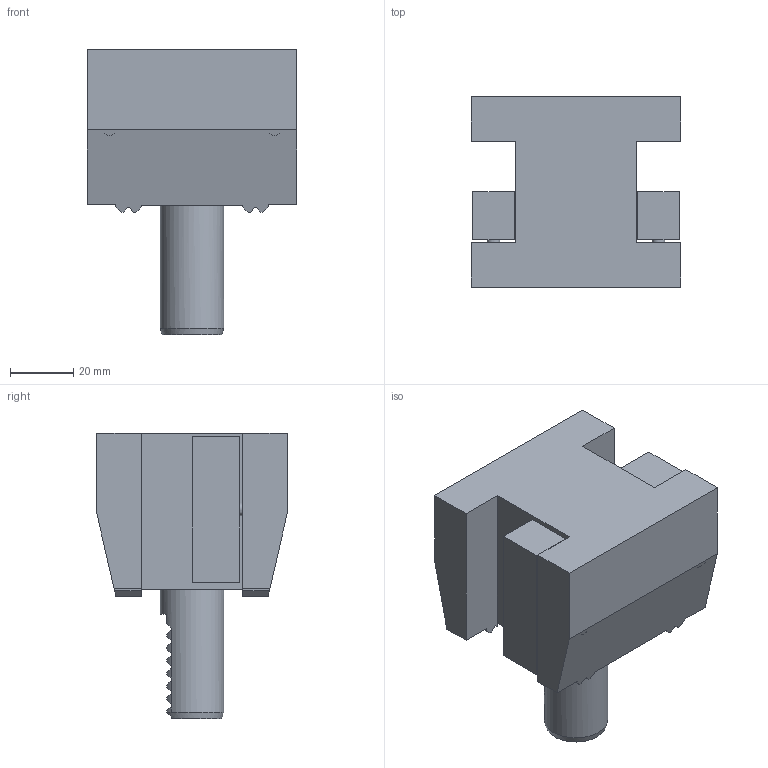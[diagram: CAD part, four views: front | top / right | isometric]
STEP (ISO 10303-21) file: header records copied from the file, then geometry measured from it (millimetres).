
FILE_DESCRIPTION(/* description */ (''),/* implementation_level */ '2;1');
FILE_NAME(/* name */ '10001000141nxv000_00_214.stp',/* time_stamp */ '2022-02-08T09:25:20+01:00',/* author */ (''),/* organization */ (''),/* preprocessor_version */ 'ST-DEVELOPER v16.7',/* originating_system */ 'SIEMENS PLM Software NX 12.0',/* authorisation */ '');
FILE_SCHEMA (('AUTOMOTIVE_DESIGN { 1 0 10303 214 3 1 1 1 }'));
Length unit declared in the file: millimetre
Products named in the file (1): 10001000141nxv000_00
Bounding box: 66 x 60 x 90 mm (x, y, z)
Volume: 172981.8 mm3; surface area: 29684.5 mm2
Topology: 3 solids, 3 shells, 139 faces, 371 edges, 243 vertices
Faces by surface type: plane 106, cylinder 28, cone 3, torus 2
Full cylindrical faces by diameter (mm): 4 x2, 7 x2, 20 x1
Entity records: 5264 total; most frequent: CARTESIAN_POINT 1025, ORIENTED_EDGE 690, DIRECTION 653, EDGE_CURVE 345, LINE 247, VECTOR 247, VERTEX_POINT 235, AXIS2_PLACEMENT_3D 203
